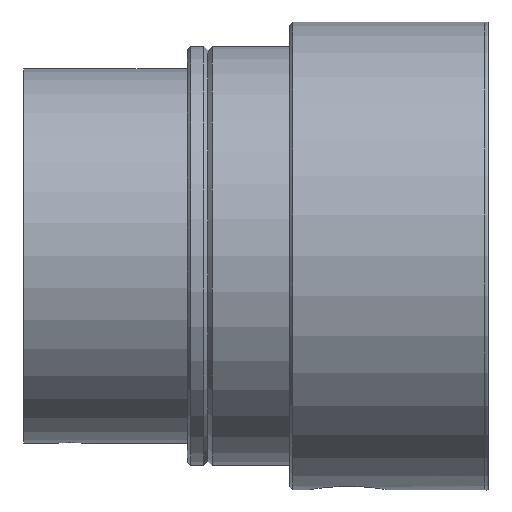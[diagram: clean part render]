
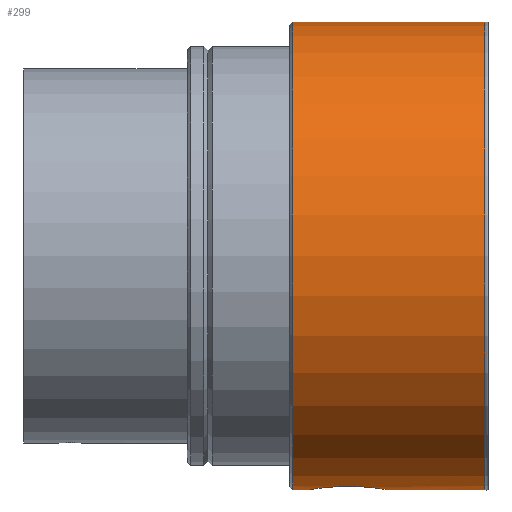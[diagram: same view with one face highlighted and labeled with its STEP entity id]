
A CAD part, top view. The second image highlights one B-rep face of the part: STEP entity #299.
In plain terms, the highlighted cylindrical face has radius 63.5 mm (diameter 127 mm), a full revolution.
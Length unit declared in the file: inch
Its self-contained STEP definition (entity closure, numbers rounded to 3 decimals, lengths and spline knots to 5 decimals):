
#96=CARTESIAN_POINT('',(11.19473,-1.46195,0.42));
#97=VERTEX_POINT('',#96);
#98=CARTESIAN_POINT('',(11.19473,-1.46195,0.42));
#99=CARTESIAN_POINT('',(11.24758,-1.46195,0.42));
#100=CARTESIAN_POINT('',(11.30387,-1.46383,0.40942));
#101=CARTESIAN_POINT('',(11.40732,-1.47056,0.36653));
#102=CARTESIAN_POINT('',(11.45448,-1.47533,0.33422));
#103=CARTESIAN_POINT('',(11.52895,-1.48423,0.25975));
#104=CARTESIAN_POINT('',(11.56126,-1.48897,0.21259));
#105=CARTESIAN_POINT('',(11.60415,-1.49564,0.10914));
#106=CARTESIAN_POINT('',(11.61473,-1.49748,0.05284));
#107=CARTESIAN_POINT('',(11.61473,-1.49748,-0.05284));
#108=CARTESIAN_POINT('',(11.60415,-1.49564,-0.10914));
#109=CARTESIAN_POINT('',(11.56126,-1.48897,-0.21259));
#110=CARTESIAN_POINT('',(11.52895,-1.48423,-0.25975));
#111=CARTESIAN_POINT('',(11.45448,-1.47533,-0.33422));
#112=CARTESIAN_POINT('',(11.40732,-1.47056,-0.36653));
#113=CARTESIAN_POINT('',(11.30387,-1.46383,-0.40942));
#114=CARTESIAN_POINT('',(11.24758,-1.46195,-0.42));
#115=CARTESIAN_POINT('',(11.14189,-1.46195,-0.42));
#116=CARTESIAN_POINT('',(11.08559,-1.46383,-0.40942));
#117=CARTESIAN_POINT('',(10.98214,-1.47056,-0.36653));
#118=CARTESIAN_POINT('',(10.93498,-1.47533,-0.33422));
#119=CARTESIAN_POINT('',(10.86051,-1.48423,-0.25975));
#120=CARTESIAN_POINT('',(10.82821,-1.48897,-0.21259));
#121=CARTESIAN_POINT('',(10.78531,-1.49564,-0.10914));
#122=CARTESIAN_POINT('',(10.77473,-1.49748,-0.05284));
#123=CARTESIAN_POINT('',(10.77473,-1.49748,0.05284));
#124=CARTESIAN_POINT('',(10.78531,-1.49564,0.10914));
#125=CARTESIAN_POINT('',(10.82821,-1.48897,0.21259));
#126=CARTESIAN_POINT('',(10.86051,-1.48423,0.25975));
#127=CARTESIAN_POINT('',(10.93498,-1.47533,0.33422));
#128=CARTESIAN_POINT('',(10.98214,-1.47056,0.36653));
#129=CARTESIAN_POINT('',(11.08559,-1.46383,0.40942));
#130=CARTESIAN_POINT('',(11.14189,-1.46195,0.42));
#131=CARTESIAN_POINT('',(11.19473,-1.46195,0.42));
#132=B_SPLINE_CURVE_WITH_KNOTS('',3,(#98,#99,#100,#101,#102,#103,#104,#105,#106,#107,#108,#109,#110,#111,#112,#113,#114,#115,#116,#117,#118,#119,#120,#121,#122,#123,#124,#125,#126,#127,#128,#129,#130,#131),.UNSPECIFIED.,.T.,.U.,(4,2,2,2,2,2,2,2,2,2,2,2,2,2,2,2,4),(0.0,0.40268,0.80535,1.20802,1.61068,2.01335,2.41602,2.81869,3.22137,3.62405,4.02672,4.42939,4.83205,5.23472,5.63738,6.04006,6.44274),.UNSPECIFIED.);
#133=EDGE_CURVE('',#97,#97,#132,.T.);
#234=CARTESIAN_POINT('',(10.60098,-1.49748,0.));
#235=VERTEX_POINT('',#234);
#236=CARTESIAN_POINT('',(10.60098,1.00252,0.0));
#237=DIRECTION('',(-1.0,0.0,0.0));
#238=DIRECTION('',(0.0,1.0,0.0));
#239=AXIS2_PLACEMENT_3D('',#236,#237,#238);
#240=CIRCLE('',#239,2.5);
#241=EDGE_CURVE('',#235,#235,#240,.T.);
#277=CARTESIAN_POINT('',(11.61317,1.00252,0.0));
#278=DIRECTION('',(-1.0,0.,0.0));
#279=DIRECTION('',(0.0,-1.0,0.0));
#280=AXIS2_PLACEMENT_3D('',#277,#278,#279);
#281=CYLINDRICAL_SURFACE('',#280,2.5);
#282=CARTESIAN_POINT('',(12.6566,-1.49748,0.0));
#283=VERTEX_POINT('',#282);
#284=CARTESIAN_POINT('',(12.6566,1.00252,0.0));
#285=DIRECTION('',(-1.0,0.0,0.0));
#286=DIRECTION('',(0.0,-1.0,0.0));
#287=AXIS2_PLACEMENT_3D('',#284,#285,#286);
#288=CIRCLE('',#287,2.5);
#289=EDGE_CURVE('',#283,#283,#288,.T.);
#290=ORIENTED_EDGE('',*,*,#289,.T.);
#291=EDGE_LOOP('',(#290));
#292=FACE_OUTER_BOUND('',#291,.T.);
#293=ORIENTED_EDGE('',*,*,#133,.T.);
#294=EDGE_LOOP('',(#293));
#295=FACE_BOUND('',#294,.T.);
#296=ORIENTED_EDGE('',*,*,#241,.F.);
#297=EDGE_LOOP('',(#296));
#298=FACE_BOUND('',#297,.T.);
#299=ADVANCED_FACE('',(#292,#295,#298),#281,.T.);
